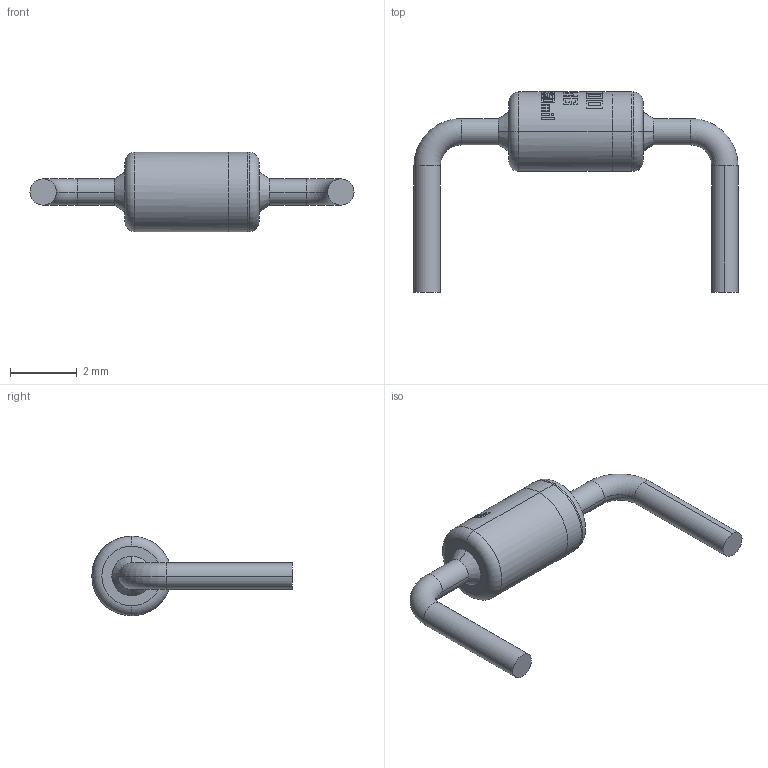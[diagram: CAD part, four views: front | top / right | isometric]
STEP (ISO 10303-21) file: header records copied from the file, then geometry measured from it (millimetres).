
FILE_DESCRIPTION (( 'STEP AP214' ), '1' );
FILE_NAME ('DO-41G_Normal_350mil_rev1.0.STEP', '2023-03-16T22:18:03', ( '' ), ( '' ), 'SwSTEP 2.0', 'SolidWorks 2020', '' );
FILE_SCHEMA (( 'AUTOMOTIVE_DESIGN' ));
Length unit declared in the file: millimetre
Products named in the file (1): DO-41G_Normal_350mil_rev1.0
Bounding box: 9.68 x 5.97 x 2.38 mm (x, y, z)
Volume: 22 mm3; surface area: 93.5 mm2
Topology: 1 solids, 2 shells, 71 faces, 381 edges, 351 vertices
Faces by surface type: cylinder 53, torus 8, plane 6, cone 4
Entity records: 5274 total; most frequent: CARTESIAN_POINT 1274, ORIENTED_EDGE 762, DIRECTION 583, EDGE_CURVE 381, VERTEX_POINT 351, AXIS2_PLACEMENT_3D 224, CIRCLE 152, VECTOR 135
